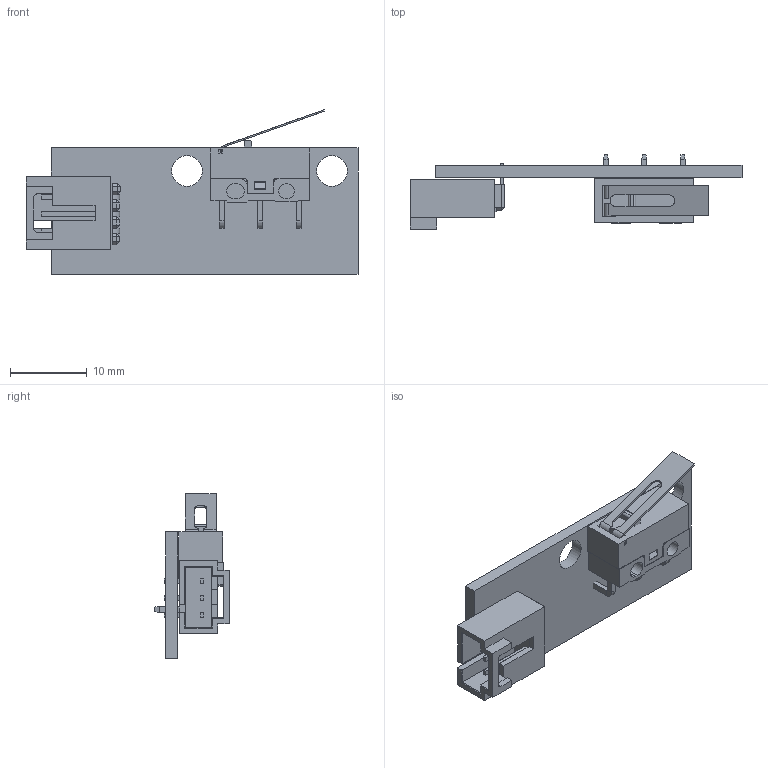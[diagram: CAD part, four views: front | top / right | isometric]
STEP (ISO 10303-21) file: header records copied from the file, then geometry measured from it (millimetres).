
FILE_DESCRIPTION(('FreeCAD Model'),'2;1');
FILE_NAME('Sensor_EndStop.step', '2014-10-23T20:28:51',('FreeCAD'),('FreeCAD'), 'Open CASCADE STEP processor 6.7','FreeCAD','Unknown');
FILE_SCHEMA(('AUTOMOTIVE_DESIGN_CC2 { 1 2 10303 214 -1 1 5 4 }'));
Length unit declared in the file: millimetre
Products named in the file (7): Cuerpo; base; Palanca; pulsador; Pines; Placa; Conector3pin
Bounding box: 43.3 x 9.7 x 21.5 mm (x, y, z)
Volume: 1759.2 mm3; surface area: 3127.4 mm2
Topology: 9 solids, 9 shells, 320 faces, 797 edges, 496 vertices
Faces by surface type: plane 286, cylinder 34
Full cylindrical faces by diameter (mm): 2 x1, 4 x2
Entity records: 20849 total; most frequent: CARTESIAN_POINT 3693, DIRECTION 2802, LINE 1972, VECTOR 1972, ORIENTED_EDGE 1602, PCURVE 1594, DEFINITIONAL_REPRESENTATION 1594, EDGE_CURVE 797
